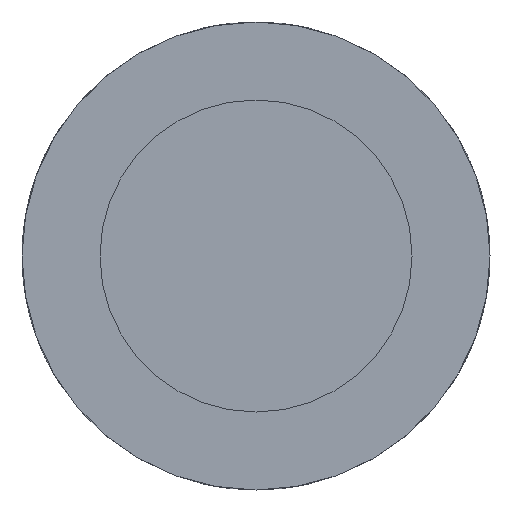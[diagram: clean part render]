
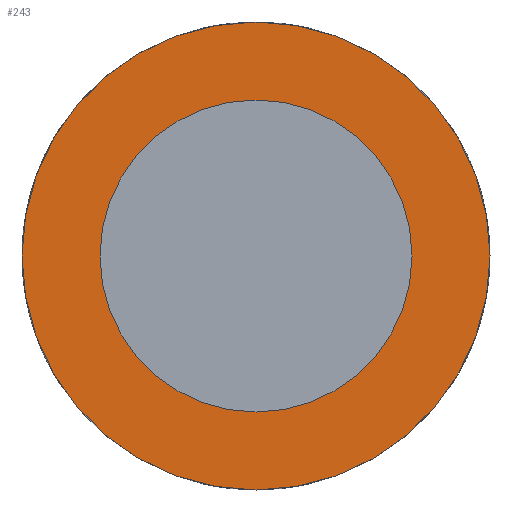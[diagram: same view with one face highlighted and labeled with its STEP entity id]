
A CAD part, front view. The second image highlights one B-rep face of the part: STEP entity #243.
In plain terms, the highlighted planar face has unit normal (0, -1, 0).
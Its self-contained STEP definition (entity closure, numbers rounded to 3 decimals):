
#24 = DIRECTION ( 'NONE',  ( 0., 1., 0. ) ) ;
#56 = CARTESIAN_POINT ( 'NONE',  ( 0., 0., 0. ) ) ;
#63 = AXIS2_PLACEMENT_3D ( 'NONE', #202, #141, #132 ) ;
#65 = FACE_OUTER_BOUND ( 'NONE', #326, .T. ) ;
#74 = CARTESIAN_POINT ( 'NONE',  ( 0., 0., 0. ) ) ;
#103 = VERTEX_POINT ( 'NONE', #704 ) ;
#127 = AXIS2_PLACEMENT_3D ( 'NONE', #74, #24, #667 ) ;
#129 = CARTESIAN_POINT ( 'NONE',  ( 0., 0., 0. ) ) ;
#132 = DIRECTION ( 'NONE',  ( 0., 0., 1. ) ) ;
#141 = DIRECTION ( 'NONE',  ( 0., 1., 0. ) ) ;
#147 = DIRECTION ( 'NONE',  ( 0., 0., -1. ) ) ;
#174 = CARTESIAN_POINT ( 'NONE',  ( 0., 0., -1. ) ) ;
#196 = EDGE_CURVE ( 'NONE', #103, #735, #356, .T. ) ;
#202 = CARTESIAN_POINT ( 'NONE',  ( 0., 0., 0. ) ) ;
#207 = ORIENTED_EDGE ( 'NONE', *, *, #729, .F. ) ;
#221 = CARTESIAN_POINT ( 'NONE',  ( 0., 0., 1. ) ) ;
#222 = CIRCLE ( 'NONE', #579, 1.5 ) ;
#235 = EDGE_CURVE ( 'NONE', #735, #103, #222, .T. ) ;
#243 = ADVANCED_FACE ( 'NONE', ( #370, #65 ), #673, .F. ) ;
#252 = CARTESIAN_POINT ( 'NONE',  ( 0., 0., -1.5 ) ) ;
#254 = DIRECTION ( 'NONE',  ( 0., 0., 1. ) ) ;
#308 = ORIENTED_EDGE ( 'NONE', *, *, #235, .F. ) ;
#326 = EDGE_LOOP ( 'NONE', ( #308, #668 ) ) ;
#356 = CIRCLE ( 'NONE', #127, 1.5 ) ;
#370 = FACE_BOUND ( 'NONE', #408, .T. ) ;
#408 = EDGE_LOOP ( 'NONE', ( #432, #207 ) ) ;
#409 = DIRECTION ( 'NONE',  ( 0., -1., 0. ) ) ;
#429 = CIRCLE ( 'NONE', #539, 1. ) ;
#432 = ORIENTED_EDGE ( 'NONE', *, *, #661, .F. ) ;
#434 = VERTEX_POINT ( 'NONE', #174 ) ;
#473 = CIRCLE ( 'NONE', #676, 1. ) ;
#475 = DIRECTION ( 'NONE',  ( 0., 0., -1. ) ) ;
#493 = DIRECTION ( 'NONE',  ( 0., 1., 0. ) ) ;
#524 = CARTESIAN_POINT ( 'NONE',  ( 0., 0., 0. ) ) ;
#539 = AXIS2_PLACEMENT_3D ( 'NONE', #524, #679, #147 ) ;
#579 = AXIS2_PLACEMENT_3D ( 'NONE', #129, #493, #254 ) ;
#614 = VERTEX_POINT ( 'NONE', #221 ) ;
#661 = EDGE_CURVE ( 'NONE', #614, #434, #429, .T. ) ;
#667 = DIRECTION ( 'NONE',  ( 0., 0., 1. ) ) ;
#668 = ORIENTED_EDGE ( 'NONE', *, *, #196, .F. ) ;
#673 = PLANE ( 'NONE',  #63 ) ;
#676 = AXIS2_PLACEMENT_3D ( 'NONE', #56, #409, #475 ) ;
#679 = DIRECTION ( 'NONE',  ( 0., -1., 0. ) ) ;
#704 = CARTESIAN_POINT ( 'NONE',  ( 0., 0., 1.5 ) ) ;
#729 = EDGE_CURVE ( 'NONE', #434, #614, #473, .T. ) ;
#735 = VERTEX_POINT ( 'NONE', #252 ) ;
